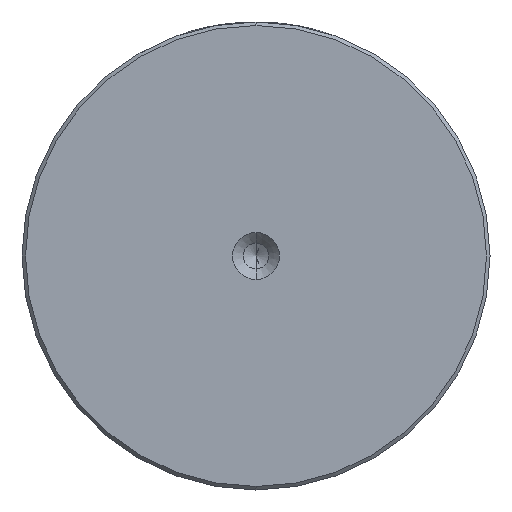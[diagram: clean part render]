
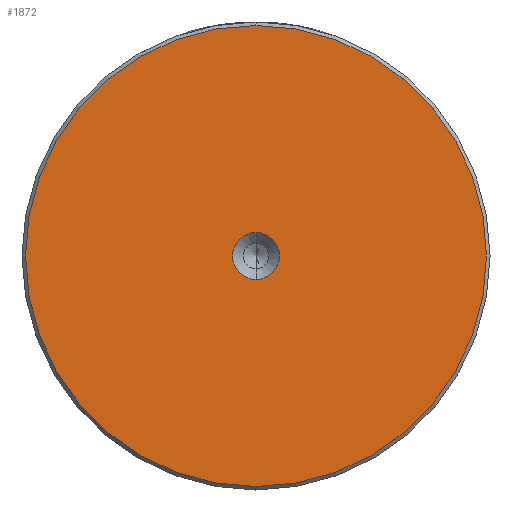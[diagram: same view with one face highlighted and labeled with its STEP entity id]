
A CAD part, left-side view. The second image highlights one B-rep face of the part: STEP entity #1872.
In plain terms, the highlighted planar face has unit normal (-1, 0, 0).
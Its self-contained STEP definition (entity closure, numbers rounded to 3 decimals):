
#137 = CARTESIAN_POINT ( 'NONE',  ( 0., 0., 0. ) ) ;
#192 = EDGE_LOOP ( 'NONE', ( #2490, #1920 ) ) ;
#226 = VERTEX_POINT ( 'NONE', #939 ) ;
#396 = AXIS2_PLACEMENT_3D ( 'NONE', #1254, #1288, #1234 ) ;
#409 = CARTESIAN_POINT ( 'NONE',  ( 0., 0., 0. ) ) ;
#437 = FACE_OUTER_BOUND ( 'NONE', #192, .T. ) ;
#460 = EDGE_CURVE ( 'NONE', #226, #806, #2557, .T. ) ;
#636 = DIRECTION ( 'NONE',  ( -1., 0., 0. ) ) ;
#654 = DIRECTION ( 'NONE',  ( 0., 0., 1. ) ) ;
#719 = CIRCLE ( 'NONE', #1301, 32.5 ) ;
#806 = VERTEX_POINT ( 'NONE', #1772 ) ;
#877 = ORIENTED_EDGE ( 'NONE', *, *, #460, .F. ) ;
#939 = CARTESIAN_POINT ( 'NONE',  ( 0., 0., 3.3 ) ) ;
#944 = VERTEX_POINT ( 'NONE', #1184 ) ;
#1068 = CIRCLE ( 'NONE', #1802, 32.5 ) ;
#1184 = CARTESIAN_POINT ( 'NONE',  ( 0., 0., 32.5 ) ) ;
#1190 = CARTESIAN_POINT ( 'NONE',  ( 0., 0., 0. ) ) ;
#1197 = ORIENTED_EDGE ( 'NONE', *, *, #2636, .F. ) ;
#1234 = DIRECTION ( 'NONE',  ( 0., 0., 1. ) ) ;
#1254 = CARTESIAN_POINT ( 'NONE',  ( 0., 0., 0. ) ) ;
#1274 = EDGE_CURVE ( 'NONE', #944, #1581, #719, .T. ) ;
#1288 = DIRECTION ( 'NONE',  ( -1., 0., 0. ) ) ;
#1301 = AXIS2_PLACEMENT_3D ( 'NONE', #2757, #1352, #2993 ) ;
#1352 = DIRECTION ( 'NONE',  ( -1., 0., 0. ) ) ;
#1437 = DIRECTION ( 'NONE',  ( 0., 0., 1. ) ) ;
#1548 = CARTESIAN_POINT ( 'NONE',  ( 0., 0., -32.5 ) ) ;
#1581 = VERTEX_POINT ( 'NONE', #1548 ) ;
#1603 = EDGE_LOOP ( 'NONE', ( #877, #1197 ) ) ;
#1772 = CARTESIAN_POINT ( 'NONE',  ( 0., 0., -3.3 ) ) ;
#1802 = AXIS2_PLACEMENT_3D ( 'NONE', #1190, #2845, #1437 ) ;
#1872 = ADVANCED_FACE ( 'NONE', ( #437, #2397 ), #2064, .T. ) ;
#1920 = ORIENTED_EDGE ( 'NONE', *, *, #1274, .T. ) ;
#2064 = PLANE ( 'NONE',  #2497 ) ;
#2069 = CIRCLE ( 'NONE', #2966, 3.3 ) ;
#2076 = DIRECTION ( 'NONE',  ( -1., 0., 0. ) ) ;
#2289 = DIRECTION ( 'NONE',  ( 0., 0., 1. ) ) ;
#2397 = FACE_BOUND ( 'NONE', #1603, .T. ) ;
#2490 = ORIENTED_EDGE ( 'NONE', *, *, #2797, .T. ) ;
#2497 = AXIS2_PLACEMENT_3D ( 'NONE', #137, #636, #2289 ) ;
#2557 = CIRCLE ( 'NONE', #396, 3.3 ) ;
#2636 = EDGE_CURVE ( 'NONE', #806, #226, #2069, .T. ) ;
#2757 = CARTESIAN_POINT ( 'NONE',  ( 0., 0., 0. ) ) ;
#2797 = EDGE_CURVE ( 'NONE', #1581, #944, #1068, .T. ) ;
#2845 = DIRECTION ( 'NONE',  ( -1., 0., 0. ) ) ;
#2966 = AXIS2_PLACEMENT_3D ( 'NONE', #409, #2076, #654 ) ;
#2993 = DIRECTION ( 'NONE',  ( 0., 0., 1. ) ) ;
